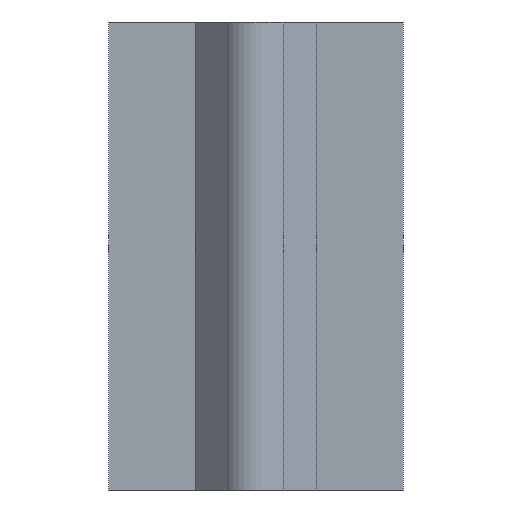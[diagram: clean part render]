
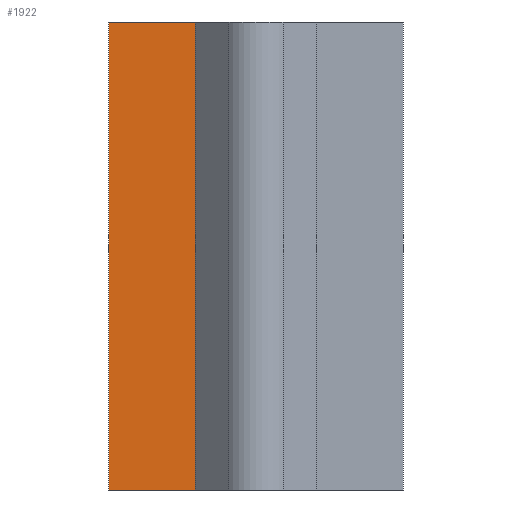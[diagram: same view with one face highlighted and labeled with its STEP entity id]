
A CAD part, front view. The second image highlights one B-rep face of the part: STEP entity #1922.
In plain terms, the highlighted planar face has unit normal (0, -1, 0).
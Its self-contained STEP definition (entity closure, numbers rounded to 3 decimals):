
#68 = CARTESIAN_POINT ( 'NONE',  ( -15.75, 0., -25. ) ) ;
#108 = PLANE ( 'NONE',  #2595 ) ;
#220 = EDGE_CURVE ( 'NONE', #2259, #3162, #2670, .T. ) ;
#321 = LINE ( 'NONE', #519, #1767 ) ;
#519 = CARTESIAN_POINT ( 'NONE',  ( -15.75, 0., 25. ) ) ;
#666 = VECTOR ( 'NONE', #699, 1000. ) ;
#691 = CARTESIAN_POINT ( 'NONE',  ( -15.75, 0., 25. ) ) ;
#699 = DIRECTION ( 'NONE',  ( 1., 0., 0. ) ) ;
#893 = LINE ( 'NONE', #2677, #666 ) ;
#934 = EDGE_CURVE ( 'NONE', #2397, #2259, #321, .T. ) ;
#1009 = DIRECTION ( 'NONE',  ( 0., 0., -1. ) ) ;
#1112 = DIRECTION ( 'NONE',  ( 0., 0., 1. ) ) ;
#1143 = CARTESIAN_POINT ( 'NONE',  ( -15.75, 0., 25. ) ) ;
#1244 = CARTESIAN_POINT ( 'NONE',  ( -15.75, 0., 25. ) ) ;
#1336 = VECTOR ( 'NONE', #2922, 1000. ) ;
#1383 = EDGE_CURVE ( 'NONE', #2514, #3162, #893, .T. ) ;
#1552 = DIRECTION ( 'NONE',  ( 1., 0., 0. ) ) ;
#1642 = FACE_OUTER_BOUND ( 'NONE', #2486, .T. ) ;
#1767 = VECTOR ( 'NONE', #1552, 1000. ) ;
#1862 = CARTESIAN_POINT ( 'NONE',  ( -4.5, 0., 25. ) ) ;
#1922 = ADVANCED_FACE ( 'NONE', ( #1642 ), #108, .F. ) ;
#1948 = CARTESIAN_POINT ( 'NONE',  ( -4.5, 0., 25. ) ) ;
#2045 = ORIENTED_EDGE ( 'NONE', *, *, #1383, .T. ) ;
#2259 = VERTEX_POINT ( 'NONE', #1862 ) ;
#2383 = ORIENTED_EDGE ( 'NONE', *, *, #220, .F. ) ;
#2397 = VERTEX_POINT ( 'NONE', #691 ) ;
#2444 = VECTOR ( 'NONE', #1009, 1000. ) ;
#2486 = EDGE_LOOP ( 'NONE', ( #2045, #2383, #3149, #2876 ) ) ;
#2514 = VERTEX_POINT ( 'NONE', #68 ) ;
#2595 = AXIS2_PLACEMENT_3D ( 'NONE', #1143, #3201, #1112 ) ;
#2670 = LINE ( 'NONE', #1948, #1336 ) ;
#2677 = CARTESIAN_POINT ( 'NONE',  ( -15.75, 0., -25. ) ) ;
#2876 = ORIENTED_EDGE ( 'NONE', *, *, #3009, .T. ) ;
#2922 = DIRECTION ( 'NONE',  ( 0., 0., -1. ) ) ;
#3009 = EDGE_CURVE ( 'NONE', #2397, #2514, #3227, .T. ) ;
#3139 = CARTESIAN_POINT ( 'NONE',  ( -4.5, 0., -25. ) ) ;
#3149 = ORIENTED_EDGE ( 'NONE', *, *, #934, .F. ) ;
#3162 = VERTEX_POINT ( 'NONE', #3139 ) ;
#3201 = DIRECTION ( 'NONE',  ( 0., 1., 0. ) ) ;
#3227 = LINE ( 'NONE', #1244, #2444 ) ;
